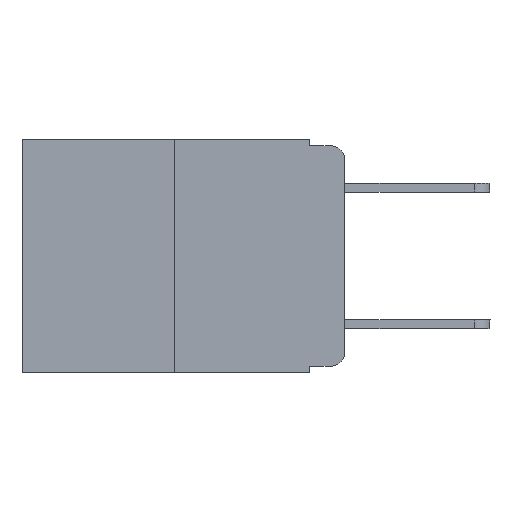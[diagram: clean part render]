
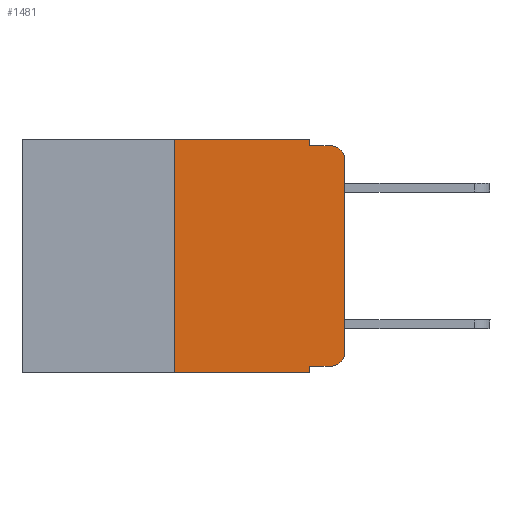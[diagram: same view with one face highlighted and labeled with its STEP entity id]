
A CAD part, left-side view. The second image highlights one B-rep face of the part: STEP entity #1481.
In plain terms, the highlighted planar face has unit normal (-1, 0, 0).
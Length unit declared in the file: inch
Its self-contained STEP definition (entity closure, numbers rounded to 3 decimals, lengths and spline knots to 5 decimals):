
#263 = ORIENTED_EDGE ( 'NONE', *, *, #1156, .F. ) ;
#714 = VERTEX_POINT ( 'NONE', #1390 ) ;
#868 = EDGE_CURVE ( 'NONE', #8654, #714, #8677, .T. ) ;
#896 = CARTESIAN_POINT ( 'NONE',  ( 0., 0.25, -0.343 ) ) ;
#898 = LINE ( 'NONE', #4188, #12090 ) ;
#951 = DIRECTION ( 'NONE',  ( 0., 0., 1. ) ) ;
#1135 = EDGE_CURVE ( 'NONE', #8331, #7874, #898, .T. ) ;
#1156 = EDGE_CURVE ( 'NONE', #1622, #8654, #3790, .T. ) ;
#1175 = EDGE_CURVE ( 'NONE', #12069, #5159, #12748, .T. ) ;
#1212 = ORIENTED_EDGE ( 'NONE', *, *, #1609, .T. ) ;
#1390 = CARTESIAN_POINT ( 'NONE',  ( 0., 0.051, 0. ) ) ;
#1397 = VECTOR ( 'NONE', #2292, 39.37008 ) ;
#1418 = DIRECTION ( 'NONE',  ( 0., 0., -1. ) ) ;
#1459 = VECTOR ( 'NONE', #1418, 39.37008 ) ;
#1473 = ORIENTED_EDGE ( 'NONE', *, *, #6182, .F. ) ;
#1481 = ADVANCED_FACE ( 'NONE', ( #4626 ), #5121, .F. ) ;
#1524 = CARTESIAN_POINT ( 'NONE',  ( 0., 0., -0.03 ) ) ;
#1609 = EDGE_CURVE ( 'NONE', #1622, #5159, #7164, .T. ) ;
#1622 = VERTEX_POINT ( 'NONE', #896 ) ;
#1926 = CARTESIAN_POINT ( 'NONE',  ( 0., 0.051, -0.343 ) ) ;
#2095 = DIRECTION ( 'NONE',  ( 0., -1., 0. ) ) ;
#2292 = DIRECTION ( 'NONE',  ( 0., 0., -1. ) ) ;
#2489 = VERTEX_POINT ( 'NONE', #9774 ) ;
#3150 = VECTOR ( 'NONE', #6409, 39.37008 ) ;
#3289 = VERTEX_POINT ( 'NONE', #1524 ) ;
#3346 = CIRCLE ( 'NONE', #7773, 0.02 ) ;
#3452 = CARTESIAN_POINT ( 'NONE',  ( 0., 0.02, -0.313 ) ) ;
#3739 = ORIENTED_EDGE ( 'NONE', *, *, #1135, .F. ) ;
#3790 = LINE ( 'NONE', #13841, #13082 ) ;
#3852 = VECTOR ( 'NONE', #4453, 39.37008 ) ;
#3854 = DIRECTION ( 'NONE',  ( 0., 0., -1. ) ) ;
#3987 = DIRECTION ( 'NONE',  ( 1., 0., 0. ) ) ;
#4044 = ORIENTED_EDGE ( 'NONE', *, *, #1175, .F. ) ;
#4188 = CARTESIAN_POINT ( 'NONE',  ( 0., 0.051, -0.01 ) ) ;
#4231 = CARTESIAN_POINT ( 'NONE',  ( 0., 0.051, 0. ) ) ;
#4281 = VECTOR ( 'NONE', #8539, 39.37008 ) ;
#4351 = ORIENTED_EDGE ( 'NONE', *, *, #868, .F. ) ;
#4453 = DIRECTION ( 'NONE',  ( 0., -1., 0. ) ) ;
#4516 = CARTESIAN_POINT ( 'NONE',  ( 0., 0.02, -0.01 ) ) ;
#4626 = FACE_OUTER_BOUND ( 'NONE', #12306, .T. ) ;
#4947 = DIRECTION ( 'NONE',  ( -1., 0., 0. ) ) ;
#4976 = VECTOR ( 'NONE', #6507, 39.37008 ) ;
#5121 = PLANE ( 'NONE',  #12284 ) ;
#5159 = VERTEX_POINT ( 'NONE', #1926 ) ;
#5207 = CARTESIAN_POINT ( 'NONE',  ( 0., 0.051, -0.333 ) ) ;
#5852 = LINE ( 'NONE', #10695, #3150 ) ;
#6182 = EDGE_CURVE ( 'NONE', #714, #8331, #12981, .T. ) ;
#6351 = CARTESIAN_POINT ( 'NONE',  ( 0., 0.051, -0.333 ) ) ;
#6409 = DIRECTION ( 'NONE',  ( 0., 0., 1. ) ) ;
#6507 = DIRECTION ( 'NONE',  ( 0., -1., 0. ) ) ;
#6626 = EDGE_CURVE ( 'NONE', #12069, #7944, #10450, .T. ) ;
#6979 = DIRECTION ( 'NONE',  ( 0., 0., -1. ) ) ;
#6994 = ORIENTED_EDGE ( 'NONE', *, *, #9330, .T. ) ;
#7013 = CIRCLE ( 'NONE', #13270, 0.02 ) ;
#7164 = LINE ( 'NONE', #7333, #4281 ) ;
#7333 = CARTESIAN_POINT ( 'NONE',  ( 0., 0.473, -0.343 ) ) ;
#7539 = CARTESIAN_POINT ( 'NONE',  ( 0., 0.473, 0. ) ) ;
#7773 = AXIS2_PLACEMENT_3D ( 'NONE', #11307, #4947, #3854 ) ;
#7874 = VERTEX_POINT ( 'NONE', #4516 ) ;
#7944 = VERTEX_POINT ( 'NONE', #12449 ) ;
#8331 = VERTEX_POINT ( 'NONE', #9147 ) ;
#8539 = DIRECTION ( 'NONE',  ( 0., -1., 0. ) ) ;
#8654 = VERTEX_POINT ( 'NONE', #9888 ) ;
#8677 = LINE ( 'NONE', #7539, #4976 ) ;
#9147 = CARTESIAN_POINT ( 'NONE',  ( 0., 0.051, -0.01 ) ) ;
#9330 = EDGE_CURVE ( 'NONE', #7944, #2489, #7013, .T. ) ;
#9774 = CARTESIAN_POINT ( 'NONE',  ( 0., 0., -0.313 ) ) ;
#9888 = CARTESIAN_POINT ( 'NONE',  ( 0., 0.25, 0. ) ) ;
#10398 = ORIENTED_EDGE ( 'NONE', *, *, #11038, .T. ) ;
#10450 = LINE ( 'NONE', #5207, #3852 ) ;
#10695 = CARTESIAN_POINT ( 'NONE',  ( 0., 0., 0. ) ) ;
#11038 = EDGE_CURVE ( 'NONE', #2489, #3289, #5852, .T. ) ;
#11307 = CARTESIAN_POINT ( 'NONE',  ( 0., 0.02, -0.03 ) ) ;
#11742 = ORIENTED_EDGE ( 'NONE', *, *, #13970, .T. ) ;
#12069 = VERTEX_POINT ( 'NONE', #6351 ) ;
#12090 = VECTOR ( 'NONE', #2095, 39.37008 ) ;
#12180 = CARTESIAN_POINT ( 'NONE',  ( 0., 0.051, 0. ) ) ;
#12207 = DIRECTION ( 'NONE',  ( -1., 0., 0. ) ) ;
#12284 = AXIS2_PLACEMENT_3D ( 'NONE', #13740, #3987, #6979 ) ;
#12306 = EDGE_LOOP ( 'NONE', ( #10398, #11742, #3739, #1473, #4351, #263, #1212, #4044, #12744, #6994 ) ) ;
#12449 = CARTESIAN_POINT ( 'NONE',  ( 0., 0.02, -0.333 ) ) ;
#12744 = ORIENTED_EDGE ( 'NONE', *, *, #6626, .T. ) ;
#12748 = LINE ( 'NONE', #4231, #1397 ) ;
#12981 = LINE ( 'NONE', #12180, #1459 ) ;
#13082 = VECTOR ( 'NONE', #951, 39.37008 ) ;
#13270 = AXIS2_PLACEMENT_3D ( 'NONE', #3452, #12207, #13276 ) ;
#13276 = DIRECTION ( 'NONE',  ( 0., 0., -1. ) ) ;
#13740 = CARTESIAN_POINT ( 'NONE',  ( 0., 0.473, 0. ) ) ;
#13841 = CARTESIAN_POINT ( 'NONE',  ( 0., 0.25, 0. ) ) ;
#13970 = EDGE_CURVE ( 'NONE', #3289, #7874, #3346, .T. ) ;
